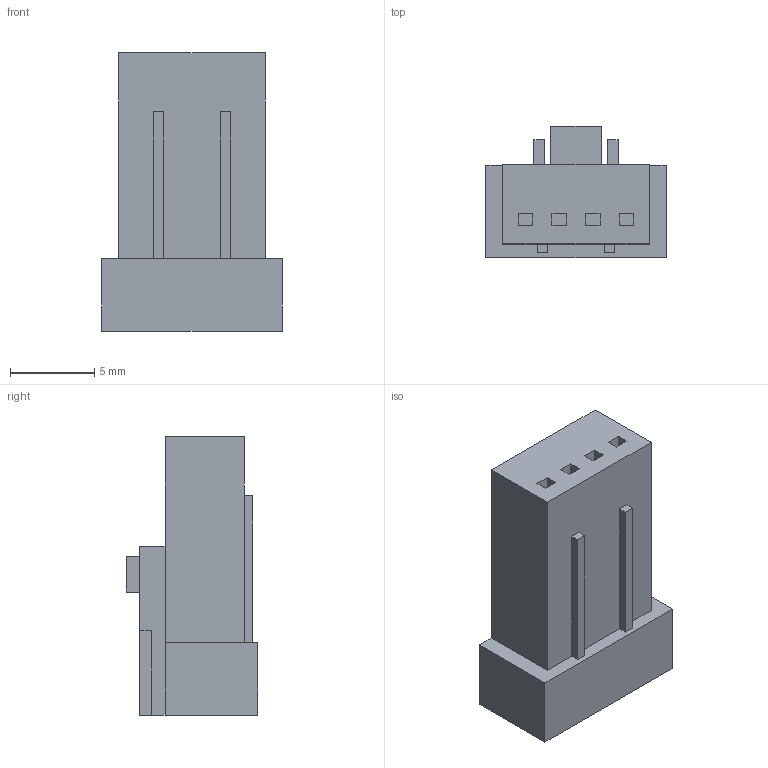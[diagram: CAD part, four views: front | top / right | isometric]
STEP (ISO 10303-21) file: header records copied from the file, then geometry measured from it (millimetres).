
FILE_DESCRIPTION (( 'STEP AP214' ), '1' );
FILE_NAME ('04R-JWPF-VSLE-S.STEP', '2011-03-14T08:30:52', ( ' ' ), ( ' ' ), 'SwSTEP 2.0', 'SolidWorks 2005235', '' );
FILE_SCHEMA (( 'AUTOMOTIVE_DESIGN' ));
Length unit declared in the file: millimetre
Products named in the file (1): 04R-JWPF-VSLE-S
Bounding box: 10.7 x 7.8 x 16.5 mm (x, y, z)
Volume: 811.3 mm3; surface area: 728.2 mm2
Topology: 1 solids, 1 shells, 76 faces, 198 edges, 132 vertices
Faces by surface type: plane 76
Entity records: 3141 total; most frequent: CARTESIAN_POINT 407, ORIENTED_EDGE 396, DIRECTION 352, EDGE_CURVE 198, VECTOR 198, LINE 198, VERTEX_POINT 132, EDGE_LOOP 84
